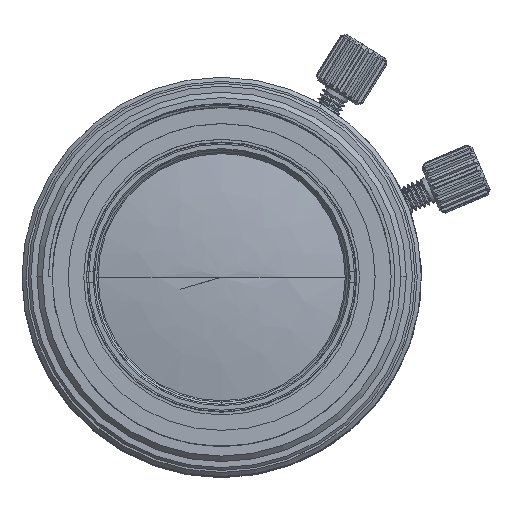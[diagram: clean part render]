
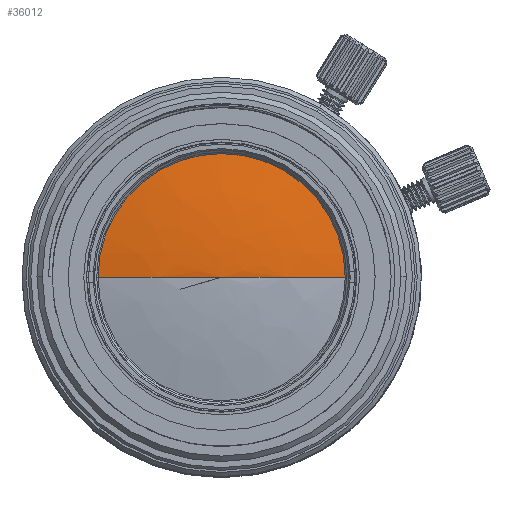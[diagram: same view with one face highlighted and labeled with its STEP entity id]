
A CAD part, top view. The second image highlights one B-rep face of the part: STEP entity #36012.
In plain terms, the highlighted free-form (B-spline) face has degree [3, 3] with [4, 7] control points.
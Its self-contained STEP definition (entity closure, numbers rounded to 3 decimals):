
#1718 = FACE_OUTER_BOUND ( 'NONE', #19252, .T. ) ;
#1907 = CARTESIAN_POINT ( 'NONE',  ( -3.181, 0., 40.01 ) ) ;
#2105 = CARTESIAN_POINT ( 'NONE',  ( 6.35, 0., 39.718 ) ) ;
#4503 = CARTESIAN_POINT ( 'NONE',  ( 0., 0., 40.01 ) ) ;
#4695 = CARTESIAN_POINT ( 'NONE',  ( -6.35, 0., 39.718 ) ) ;
#4871 = CARTESIAN_POINT ( 'NONE',  ( 6.35, 0., 39.718 ) ) ;
#5103 = CARTESIAN_POINT ( 'NONE',  ( 3.181, 0., 40.01 ) ) ;
#6046 = CARTESIAN_POINT ( 'NONE',  ( -3.181, 0., 40.01 ) ) ;
#7511 = CARTESIAN_POINT ( 'NONE',  ( 9.477, 18.955, 39.137 ) ) ;
#7978 = EDGE_CURVE ( 'NONE', #23021, #33743, #12472, .T. ) ;
#9625 = EDGE_CURVE ( 'NONE', #12597, #33743, #28222, .T. ) ;
#10559 = EDGE_CURVE ( 'NONE', #12597, #15884, #27187, .T. ) ;
#11090 = CARTESIAN_POINT ( 'NONE',  ( 0., 0., 40.01 ) ) ;
#11635 = ORIENTED_EDGE ( 'NONE', *, *, #7978, .T. ) ;
#11770 = CARTESIAN_POINT ( 'NONE',  ( 0., 0., 39.137 ) ) ;
#12472 = CIRCLE ( 'NONE', #34831, 9.477 ) ;
#12597 = VERTEX_POINT ( 'NONE', #34578 ) ;
#13905 = CARTESIAN_POINT ( 'NONE',  ( -3.181, -6.363, 40.01 ) ) ;
#14104 = CARTESIAN_POINT ( 'NONE',  ( -9.477, 18.955, 39.137 ) ) ;
#15520 = ORIENTED_EDGE ( 'NONE', *, *, #30209, .T. ) ;
#15884 = VERTEX_POINT ( 'NONE', #27692 ) ;
#16720 = CARTESIAN_POINT ( 'NONE',  ( 3.181, 6.363, 40.01 ) ) ;
#17128 = CARTESIAN_POINT ( 'NONE',  ( 6.35, 0., 39.718 ) ) ;
#17314 = CARTESIAN_POINT ( 'NONE',  ( 6.35, -12.699, 39.718 ) ) ;
#17403 = CARTESIAN_POINT ( 'NONE',  ( 0., 9.477, 39.137 ) ) ;
#18960 = CIRCLE ( 'NONE', #38096, 9.477 ) ;
#19252 = EDGE_LOOP ( 'NONE', ( #36676, #29045, #15520, #11635 ) ) ;
#19690 = CARTESIAN_POINT ( 'NONE',  ( 0., 0., 40.01 ) ) ;
#20071 =( BOUNDED_SURFACE ( )  B_SPLINE_SURFACE ( 3, 3, ( 
 ( #29307, #26297, #4503, #38101, #29499, #11090, #38695 ),
 ( #28903, #16720, #23292, #1907, #13905, #32309, #5103 ),
 ( #17128, #34916, #26104, #4695, #26501, #17314, #2105 ),
 ( #38485, #7511, #14104, #35305, #35506, #35107, #32106 ) ),
 .UNSPECIFIED., .F., .T., .T. ) 
 B_SPLINE_SURFACE_WITH_KNOTS ( ( 4, 4 ),
 ( 4, 3, 4 ),
 ( 0., 1. ),
 ( 0., 0.5, 1. ),
 .UNSPECIFIED. ) 
 GEOMETRIC_REPRESENTATION_ITEM ( )  RATIONAL_B_SPLINE_SURFACE ( (
 ( 1., 0.333, 0.333, 1., 0.333, 0.333, 1.),
 ( 0.997, 0.332, 0.332, 0.997, 0.332, 0.332, 0.997),
 ( 0.997, 0.332, 0.332, 0.997, 0.332, 0.332, 0.997),
 ( 1., 0.333, 0.333, 1., 0.333, 0.333, 1.) ) ) 
 REPRESENTATION_ITEM ( '' )  SURFACE ( )  );
#20107 = DIRECTION ( 'NONE',  ( 0., 0., 1. ) ) ;
#20288 = CARTESIAN_POINT ( 'NONE',  ( 9.477, 0., 39.137 ) ) ;
#20987 = DIRECTION ( 'NONE',  ( -1., 0., 0. ) ) ;
#23021 = VERTEX_POINT ( 'NONE', #17403 ) ;
#23292 = CARTESIAN_POINT ( 'NONE',  ( -3.181, 6.363, 40.01 ) ) ;
#25838 = CARTESIAN_POINT ( 'NONE',  ( -9.477, 0., 39.137 ) ) ;
#26104 = CARTESIAN_POINT ( 'NONE',  ( -6.35, 12.699, 39.718 ) ) ;
#26297 = CARTESIAN_POINT ( 'NONE',  ( 0., 0., 40.01 ) ) ;
#26501 = CARTESIAN_POINT ( 'NONE',  ( -6.35, -12.699, 39.718 ) ) ;
#26684 = CARTESIAN_POINT ( 'NONE',  ( 0., 0., 39.137 ) ) ;
#27187 =( BOUNDED_CURVE ( )  B_SPLINE_CURVE ( 3, ( #19690, #29663, #4871, #20288 ),
 .UNSPECIFIED., .F., .F. ) 
 B_SPLINE_CURVE_WITH_KNOTS ( ( 4, 4 ),
 ( 0., 1. ),
 .UNSPECIFIED. ) 
 CURVE ( )  GEOMETRIC_REPRESENTATION_ITEM ( )  RATIONAL_B_SPLINE_CURVE ( ( 1., 0.997, 0.997, 1. ) ) 
 REPRESENTATION_ITEM ( '' )  );
#27692 = CARTESIAN_POINT ( 'NONE',  ( 9.477, 0., 39.137 ) ) ;
#28222 =( BOUNDED_CURVE ( )  B_SPLINE_CURVE ( 3, ( #30245, #6046, #39437, #36050 ),
 .UNSPECIFIED., .F., .T. ) 
 B_SPLINE_CURVE_WITH_KNOTS ( ( 4, 4 ),
 ( 0., 1. ),
 .UNSPECIFIED. ) 
 CURVE ( )  GEOMETRIC_REPRESENTATION_ITEM ( )  RATIONAL_B_SPLINE_CURVE ( ( 1., 0.997, 0.997, 1. ) ) 
 REPRESENTATION_ITEM ( '' )  );
#28903 = CARTESIAN_POINT ( 'NONE',  ( 3.181, 0., 40.01 ) ) ;
#29045 = ORIENTED_EDGE ( 'NONE', *, *, #10559, .T. ) ;
#29307 = CARTESIAN_POINT ( 'NONE',  ( 0., 0., 40.01 ) ) ;
#29499 = CARTESIAN_POINT ( 'NONE',  ( 0., 0., 40.01 ) ) ;
#29663 = CARTESIAN_POINT ( 'NONE',  ( 3.181, 0., 40.01 ) ) ;
#30209 = EDGE_CURVE ( 'NONE', #15884, #23021, #18960, .T. ) ;
#30245 = CARTESIAN_POINT ( 'NONE',  ( 0., 0., 40.01 ) ) ;
#32106 = CARTESIAN_POINT ( 'NONE',  ( 9.477, 0., 39.137 ) ) ;
#32309 = CARTESIAN_POINT ( 'NONE',  ( 3.181, -6.363, 40.01 ) ) ;
#33743 = VERTEX_POINT ( 'NONE', #25838 ) ;
#34578 = CARTESIAN_POINT ( 'NONE',  ( 0., 0., 40.01 ) ) ;
#34831 = AXIS2_PLACEMENT_3D ( 'NONE', #11770, #36186, #20987 ) ;
#34916 = CARTESIAN_POINT ( 'NONE',  ( 6.35, 12.699, 39.718 ) ) ;
#35107 = CARTESIAN_POINT ( 'NONE',  ( 9.477, -18.955, 39.137 ) ) ;
#35305 = CARTESIAN_POINT ( 'NONE',  ( -9.477, 0., 39.137 ) ) ;
#35506 = CARTESIAN_POINT ( 'NONE',  ( -9.477, -18.955, 39.137 ) ) ;
#36012 = ADVANCED_FACE ( 'NONE', ( #1718 ), #20071, .T. ) ;
#36050 = CARTESIAN_POINT ( 'NONE',  ( -9.477, 0., 39.137 ) ) ;
#36078 = DIRECTION ( 'NONE',  ( -1., 0., 0. ) ) ;
#36186 = DIRECTION ( 'NONE',  ( 0., 0., 1. ) ) ;
#36676 = ORIENTED_EDGE ( 'NONE', *, *, #9625, .F. ) ;
#38096 = AXIS2_PLACEMENT_3D ( 'NONE', #26684, #20107, #36078 ) ;
#38101 = CARTESIAN_POINT ( 'NONE',  ( 0., 0., 40.01 ) ) ;
#38485 = CARTESIAN_POINT ( 'NONE',  ( 9.477, 0., 39.137 ) ) ;
#38695 = CARTESIAN_POINT ( 'NONE',  ( 0., 0., 40.01 ) ) ;
#39437 = CARTESIAN_POINT ( 'NONE',  ( -6.35, 0., 39.718 ) ) ;
